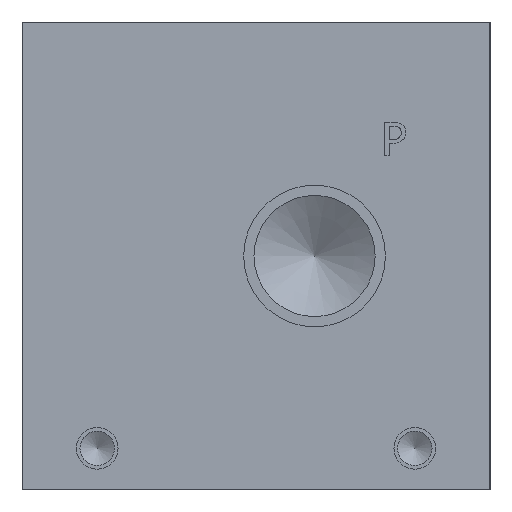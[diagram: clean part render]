
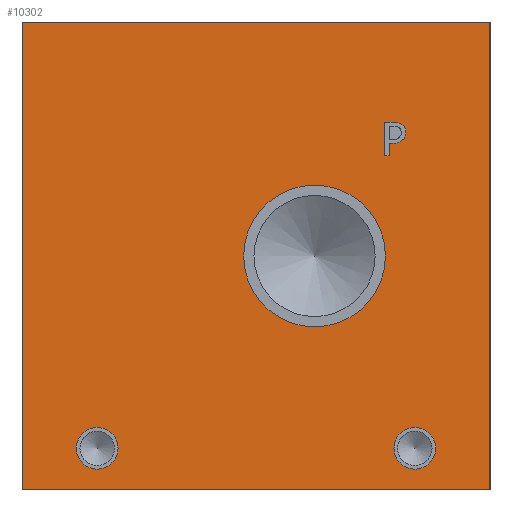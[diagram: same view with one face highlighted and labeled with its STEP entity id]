
A CAD part, left-side view. The second image highlights one B-rep face of the part: STEP entity #10302.
In plain terms, the highlighted planar face has unit normal (-1, 0, 0).
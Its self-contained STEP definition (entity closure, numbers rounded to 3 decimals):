
#87=CIRCLE('',#10861,3.962);
#88=CIRCLE('',#10862,3.962);
#89=CIRCLE('',#10863,3.962);
#90=CIRCLE('',#10864,3.962);
#91=CIRCLE('',#10865,13.462);
#92=CIRCLE('',#10866,13.462);
#253=FACE_BOUND('',#1390,.T.);
#254=FACE_BOUND('',#1391,.T.);
#255=FACE_BOUND('',#1392,.T.);
#256=FACE_BOUND('',#1393,.T.);
#347=B_SPLINE_CURVE_WITH_KNOTS('',2,(#13688,#13689,#13690,#13691),
 .UNSPECIFIED.,.F.,.F.,(3,1,3),(0.,1.,2.),.UNSPECIFIED.);
#349=B_SPLINE_CURVE_WITH_KNOTS('',2,(#13709,#13710,#13711,#13712),
 .UNSPECIFIED.,.F.,.F.,(3,1,3),(0.,1.,2.),.UNSPECIFIED.);
#351=B_SPLINE_CURVE_WITH_KNOTS('',2,(#13758,#13759,#13760,#13761),
 .UNSPECIFIED.,.F.,.F.,(3,1,3),(0.,1.,2.),.UNSPECIFIED.);
#353=B_SPLINE_CURVE_WITH_KNOTS('',2,(#13776,#13777,#13778,#13779),
 .UNSPECIFIED.,.F.,.F.,(3,1,3),(0.,1.,2.),.UNSPECIFIED.);
#836=FACE_OUTER_BOUND('',#1389,.T.);
#1389=EDGE_LOOP('',(#6656,#6657,#6658,#6659));
#1390=EDGE_LOOP('',(#6660,#6661));
#1391=EDGE_LOOP('',(#6662,#6663));
#1392=EDGE_LOOP('',(#6664,#6665));
#1393=EDGE_LOOP('',(#6666,#6667,#6668,#6669,#6670,#6671,#6672,#6673,#6674));
#2041=LINE('',#13721,#3051);
#2044=LINE('',#13727,#3054);
#2047=LINE('',#13733,#3057);
#2050=LINE('',#13739,#3060);
#2053=LINE('',#13745,#3063);
#2057=LINE('',#13788,#3067);
#2058=LINE('',#13790,#3068);
#2059=LINE('',#13792,#3069);
#2060=LINE('',#13793,#3070);
#3051=VECTOR('',#11470,10.);
#3054=VECTOR('',#11475,10.);
#3057=VECTOR('',#11480,10.);
#3060=VECTOR('',#11485,10.);
#3063=VECTOR('',#11490,10.);
#3067=VECTOR('',#11498,10.);
#3068=VECTOR('',#11499,10.);
#3069=VECTOR('',#11500,10.);
#3070=VECTOR('',#11501,10.);
#4051=VERTEX_POINT('',#13686);
#4052=VERTEX_POINT('',#13687);
#4055=VERTEX_POINT('',#13708);
#4057=VERTEX_POINT('',#13720);
#4059=VERTEX_POINT('',#13726);
#4061=VERTEX_POINT('',#13732);
#4063=VERTEX_POINT('',#13738);
#4065=VERTEX_POINT('',#13744);
#4067=VERTEX_POINT('',#13757);
#4069=VERTEX_POINT('',#13786);
#4070=VERTEX_POINT('',#13787);
#4071=VERTEX_POINT('',#13789);
#4072=VERTEX_POINT('',#13791);
#4073=VERTEX_POINT('',#13794);
#4074=VERTEX_POINT('',#13795);
#4075=VERTEX_POINT('',#13798);
#4076=VERTEX_POINT('',#13799);
#4077=VERTEX_POINT('',#13802);
#4078=VERTEX_POINT('',#13803);
#5092=EDGE_CURVE('',#4051,#4052,#347,.T.);
#5096=EDGE_CURVE('',#4055,#4051,#349,.T.);
#5099=EDGE_CURVE('',#4057,#4055,#2041,.T.);
#5102=EDGE_CURVE('',#4059,#4057,#2044,.T.);
#5105=EDGE_CURVE('',#4061,#4059,#2047,.T.);
#5108=EDGE_CURVE('',#4063,#4061,#2050,.T.);
#5111=EDGE_CURVE('',#4065,#4063,#2053,.T.);
#5114=EDGE_CURVE('',#4067,#4065,#351,.T.);
#5117=EDGE_CURVE('',#4052,#4067,#353,.T.);
#5119=EDGE_CURVE('',#4069,#4070,#2057,.T.);
#5120=EDGE_CURVE('',#4070,#4071,#2058,.T.);
#5121=EDGE_CURVE('',#4072,#4071,#2059,.T.);
#5122=EDGE_CURVE('',#4069,#4072,#2060,.T.);
#5123=EDGE_CURVE('',#4073,#4074,#87,.T.);
#5124=EDGE_CURVE('',#4074,#4073,#88,.T.);
#5125=EDGE_CURVE('',#4075,#4076,#89,.T.);
#5126=EDGE_CURVE('',#4076,#4075,#90,.T.);
#5127=EDGE_CURVE('',#4077,#4078,#91,.T.);
#5128=EDGE_CURVE('',#4078,#4077,#92,.T.);
#6656=ORIENTED_EDGE('',*,*,#5119,.T.);
#6657=ORIENTED_EDGE('',*,*,#5120,.T.);
#6658=ORIENTED_EDGE('',*,*,#5121,.F.);
#6659=ORIENTED_EDGE('',*,*,#5122,.F.);
#6660=ORIENTED_EDGE('',*,*,#5123,.T.);
#6661=ORIENTED_EDGE('',*,*,#5124,.T.);
#6662=ORIENTED_EDGE('',*,*,#5125,.T.);
#6663=ORIENTED_EDGE('',*,*,#5126,.T.);
#6664=ORIENTED_EDGE('',*,*,#5127,.T.);
#6665=ORIENTED_EDGE('',*,*,#5128,.T.);
#6666=ORIENTED_EDGE('',*,*,#5092,.T.);
#6667=ORIENTED_EDGE('',*,*,#5117,.T.);
#6668=ORIENTED_EDGE('',*,*,#5114,.T.);
#6669=ORIENTED_EDGE('',*,*,#5111,.T.);
#6670=ORIENTED_EDGE('',*,*,#5108,.T.);
#6671=ORIENTED_EDGE('',*,*,#5105,.T.);
#6672=ORIENTED_EDGE('',*,*,#5102,.T.);
#6673=ORIENTED_EDGE('',*,*,#5099,.T.);
#6674=ORIENTED_EDGE('',*,*,#5096,.T.);
#9532=PLANE('',#10860);
#10302=ADVANCED_FACE('',(#836,#253,#254,#255,#256),#9532,.T.);
#10860=AXIS2_PLACEMENT_3D('',#13785,#11496,#11497);
#10861=AXIS2_PLACEMENT_3D('',#13796,#11502,#11503);
#10862=AXIS2_PLACEMENT_3D('',#13797,#11504,#11505);
#10863=AXIS2_PLACEMENT_3D('',#13800,#11506,#11507);
#10864=AXIS2_PLACEMENT_3D('',#13801,#11508,#11509);
#10865=AXIS2_PLACEMENT_3D('',#13804,#11510,#11511);
#10866=AXIS2_PLACEMENT_3D('',#13805,#11512,#11513);
#11470=DIRECTION('',(0.,-1.,0.));
#11475=DIRECTION('',(0.,0.,1.));
#11480=DIRECTION('',(0.,1.,0.));
#11485=DIRECTION('',(0.,0.,-1.));
#11490=DIRECTION('',(0.,1.,0.));
#11496=DIRECTION('center_axis',(-1.,0.,0.));
#11497=DIRECTION('ref_axis',(0.,-1.,0.));
#11498=DIRECTION('',(0.,-1.,0.));
#11499=DIRECTION('',(0.,0.,1.));
#11500=DIRECTION('',(0.,-1.,0.));
#11501=DIRECTION('',(0.,0.,1.));
#11502=DIRECTION('center_axis',(1.,0.,0.));
#11503=DIRECTION('ref_axis',(0.,1.,0.));
#11504=DIRECTION('center_axis',(1.,0.,0.));
#11505=DIRECTION('ref_axis',(0.,1.,0.));
#11506=DIRECTION('center_axis',(1.,0.,0.));
#11507=DIRECTION('ref_axis',(0.,1.,0.));
#11508=DIRECTION('center_axis',(1.,0.,0.));
#11509=DIRECTION('ref_axis',(0.,1.,0.));
#11510=DIRECTION('center_axis',(1.,0.,0.));
#11511=DIRECTION('ref_axis',(0.,1.,0.));
#11512=DIRECTION('center_axis',(1.,0.,0.));
#11513=DIRECTION('ref_axis',(0.,1.,0.));
#13686=CARTESIAN_POINT('',(0.,16.737,69.454));
#13687=CARTESIAN_POINT('',(0.,15.98,67.936));
#13688=CARTESIAN_POINT('Ctrl Pts',(0.,16.737,69.454));
#13689=CARTESIAN_POINT('Ctrl Pts',(0.,16.382,69.212));
#13690=CARTESIAN_POINT('Ctrl Pts',(0.,15.98,68.466));
#13691=CARTESIAN_POINT('Ctrl Pts',(0.,15.98,67.936));
#13708=CARTESIAN_POINT('',(0.,18.399,69.85));
#13709=CARTESIAN_POINT('Ctrl Pts',(0.,18.399,69.85));
#13710=CARTESIAN_POINT('Ctrl Pts',(0.,17.833,69.85));
#13711=CARTESIAN_POINT('Ctrl Pts',(0.,17.041,69.665));
#13712=CARTESIAN_POINT('Ctrl Pts',(0.,16.737,69.454));
#13720=CARTESIAN_POINT('',(0.,19.994,69.85));
#13721=CARTESIAN_POINT('',(0.,54.447,69.85));
#13726=CARTESIAN_POINT('',(0.,19.994,63.5));
#13727=CARTESIAN_POINT('',(0.,19.994,31.75));
#13732=CARTESIAN_POINT('',(0.,19.15,63.5));
#13733=CARTESIAN_POINT('',(0.,54.025,63.5));
#13738=CARTESIAN_POINT('',(0.,19.15,65.867));
#13739=CARTESIAN_POINT('',(0.,19.15,32.934));
#13744=CARTESIAN_POINT('',(0.,18.435,65.867));
#13745=CARTESIAN_POINT('',(0.,53.668,65.867));
#13757=CARTESIAN_POINT('',(0.,16.536,66.526));
#13758=CARTESIAN_POINT('Ctrl Pts',(0.,16.536,66.526));
#13759=CARTESIAN_POINT('Ctrl Pts',(0.,16.866,66.202));
#13760=CARTESIAN_POINT('Ctrl Pts',(0.,17.756,65.867));
#13761=CARTESIAN_POINT('Ctrl Pts',(0.,18.435,65.867));
#13776=CARTESIAN_POINT('Ctrl Pts',(0.,15.98,67.936));
#13777=CARTESIAN_POINT('Ctrl Pts',(0.,15.98,67.524));
#13778=CARTESIAN_POINT('Ctrl Pts',(0.,16.274,66.783));
#13779=CARTESIAN_POINT('Ctrl Pts',(0.,16.536,66.526));
#13785=CARTESIAN_POINT('Origin',(0.,88.9,0.));
#13786=CARTESIAN_POINT('',(0.,88.9,0.));
#13787=CARTESIAN_POINT('',(0.,0.,0.));
#13788=CARTESIAN_POINT('',(0.,88.9,0.));
#13789=CARTESIAN_POINT('',(0.,0.,88.9));
#13790=CARTESIAN_POINT('',(0.,0.,0.));
#13791=CARTESIAN_POINT('',(0.,88.9,88.9));
#13792=CARTESIAN_POINT('',(0.,88.9,88.9));
#13793=CARTESIAN_POINT('',(0.,88.9,0.));
#13794=CARTESIAN_POINT('',(0.,18.237,7.925));
#13795=CARTESIAN_POINT('',(0.,10.312,7.925));
#13796=CARTESIAN_POINT('Origin',(0.,14.275,7.925));
#13797=CARTESIAN_POINT('Origin',(0.,14.275,7.925));
#13798=CARTESIAN_POINT('',(0.,78.588,7.925));
#13799=CARTESIAN_POINT('',(0.,70.663,7.925));
#13800=CARTESIAN_POINT('Origin',(0.,74.625,7.925));
#13801=CARTESIAN_POINT('Origin',(0.,74.625,7.925));
#13802=CARTESIAN_POINT('',(0.,46.787,44.45));
#13803=CARTESIAN_POINT('',(0.,19.863,44.45));
#13804=CARTESIAN_POINT('Origin',(0.,33.325,44.45));
#13805=CARTESIAN_POINT('Origin',(0.,33.325,44.45));
